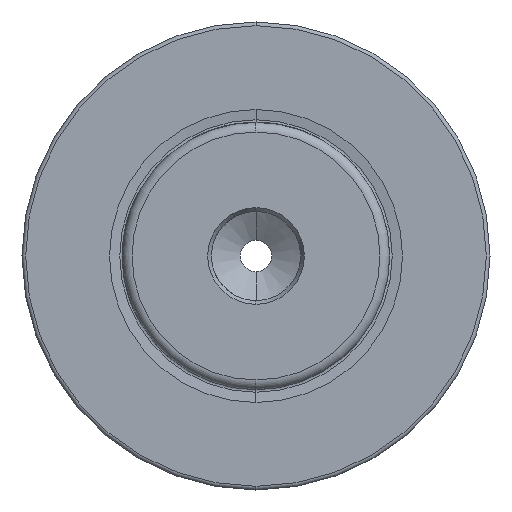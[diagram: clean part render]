
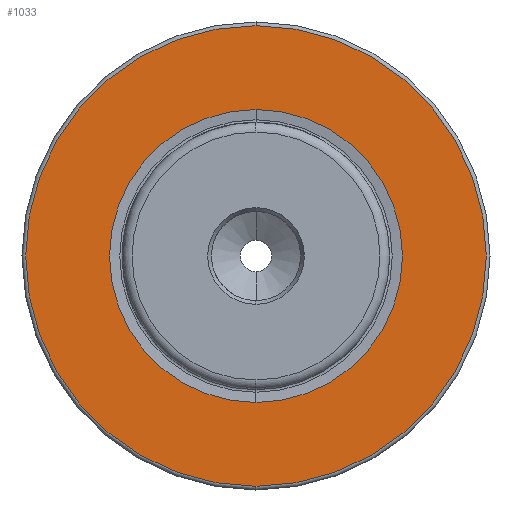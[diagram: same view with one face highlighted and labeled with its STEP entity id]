
A CAD part, left-side view. The second image highlights one B-rep face of the part: STEP entity #1033.
In plain terms, the highlighted planar face has unit normal (-1, 0, 0).
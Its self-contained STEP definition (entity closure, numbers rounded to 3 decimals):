
#55 = CARTESIAN_POINT ( 'NONE',  ( 0., 0., 31. ) ) ;
#59 = CIRCLE ( 'NONE', #1817, 19.715 ) ;
#382 = DIRECTION ( 'NONE',  ( 0., 0., 1. ) ) ;
#466 = DIRECTION ( 'NONE',  ( -1., 0., 0. ) ) ;
#474 = VERTEX_POINT ( 'NONE', #1054 ) ;
#652 = EDGE_CURVE ( 'NONE', #2356, #696, #1180, .T. ) ;
#696 = VERTEX_POINT ( 'NONE', #1757 ) ;
#730 = EDGE_CURVE ( 'NONE', #999, #474, #59, .T. ) ;
#859 = AXIS2_PLACEMENT_3D ( 'NONE', #1704, #1701, #1697 ) ;
#884 = AXIS2_PLACEMENT_3D ( 'NONE', #1742, #1739, #1738 ) ;
#977 = ORIENTED_EDGE ( 'NONE', *, *, #1307, .F. ) ;
#999 = VERTEX_POINT ( 'NONE', #2770 ) ;
#1033 = ADVANCED_FACE ( 'NONE', ( #3335, #3330 ), #2660, .F. ) ;
#1054 = CARTESIAN_POINT ( 'NONE',  ( 0., 0., 19.715 ) ) ;
#1180 = CIRCLE ( 'NONE', #1910, 31. ) ;
#1307 = EDGE_CURVE ( 'NONE', #474, #999, #2843, .T. ) ;
#1331 = EDGE_CURVE ( 'NONE', #696, #2356, #2800, .T. ) ;
#1355 = AXIS2_PLACEMENT_3D ( 'NONE', #2672, #2719, #2657 ) ;
#1434 = DIRECTION ( 'NONE',  ( 0., 0., 1. ) ) ;
#1442 = DIRECTION ( 'NONE',  ( -1., 0., 0. ) ) ;
#1452 = CARTESIAN_POINT ( 'NONE',  ( 0., 0., 0. ) ) ;
#1697 = DIRECTION ( 'NONE',  ( 0., 0., 1. ) ) ;
#1701 = DIRECTION ( 'NONE',  ( -1., 0., 0. ) ) ;
#1704 = CARTESIAN_POINT ( 'NONE',  ( 0., 0., 0. ) ) ;
#1738 = DIRECTION ( 'NONE',  ( 0., 0., 1. ) ) ;
#1739 = DIRECTION ( 'NONE',  ( -1., 0., 0. ) ) ;
#1742 = CARTESIAN_POINT ( 'NONE',  ( 0., 0., 0. ) ) ;
#1757 = CARTESIAN_POINT ( 'NONE',  ( 0., 0., -31. ) ) ;
#1817 = AXIS2_PLACEMENT_3D ( 'NONE', #2612, #466, #382 ) ;
#1910 = AXIS2_PLACEMENT_3D ( 'NONE', #1452, #1442, #1434 ) ;
#2356 = VERTEX_POINT ( 'NONE', #55 ) ;
#2366 = ORIENTED_EDGE ( 'NONE', *, *, #730, .F. ) ;
#2475 = EDGE_LOOP ( 'NONE', ( #977, #2366 ) ) ;
#2612 = CARTESIAN_POINT ( 'NONE',  ( 0., 0., 0. ) ) ;
#2657 = DIRECTION ( 'NONE',  ( 0., 0., -1. ) ) ;
#2660 = PLANE ( 'NONE',  #1355 ) ;
#2672 = CARTESIAN_POINT ( 'NONE',  ( 0., 19.715, 0. ) ) ;
#2719 = DIRECTION ( 'NONE',  ( 1., 0., 0. ) ) ;
#2770 = CARTESIAN_POINT ( 'NONE',  ( 0., 0., -19.715 ) ) ;
#2800 = CIRCLE ( 'NONE', #859, 31. ) ;
#2807 = ORIENTED_EDGE ( 'NONE', *, *, #652, .T. ) ;
#2843 = CIRCLE ( 'NONE', #884, 19.715 ) ;
#2888 = EDGE_LOOP ( 'NONE', ( #2807, #3251 ) ) ;
#3251 = ORIENTED_EDGE ( 'NONE', *, *, #1331, .T. ) ;
#3330 = FACE_OUTER_BOUND ( 'NONE', #2888, .T. ) ;
#3335 = FACE_BOUND ( 'NONE', #2475, .T. ) ;
